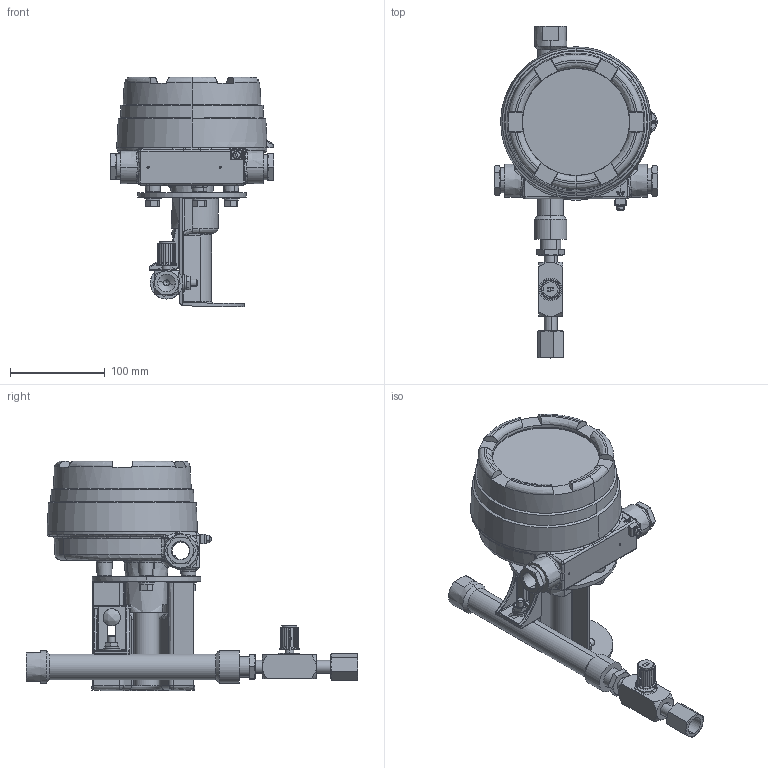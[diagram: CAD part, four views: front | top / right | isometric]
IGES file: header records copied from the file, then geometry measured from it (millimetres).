
Start section: SolidWorks IGES file using analytic representation for surfaces
Global section: file name: 3809G-D-00-B-3-D-3-B.IGS; native system: SolidWorks 2019; preprocessor: SolidWorks 2019; author: CFehr; date: 200507.165855; units: inch
Bounding box: 171.96 x 350 x 242.31 mm (x, y, z)
Volume: 1097210 mm3; surface area: 397829.7 mm2
Topology: 52 solids, 52 shells, 1615 faces, 3760 edges, 2237 vertices
Faces by surface type: revolution 968, plane 481, bspline 166
